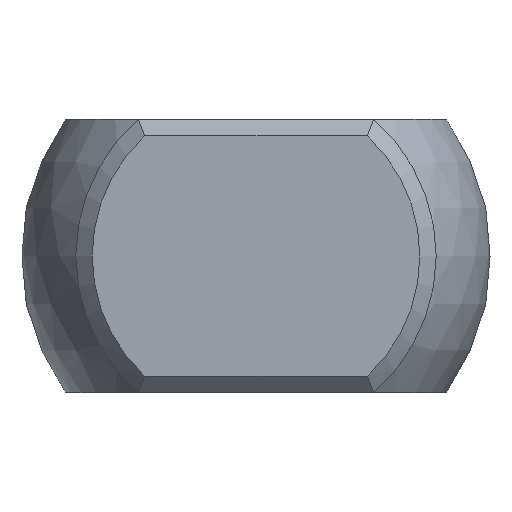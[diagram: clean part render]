
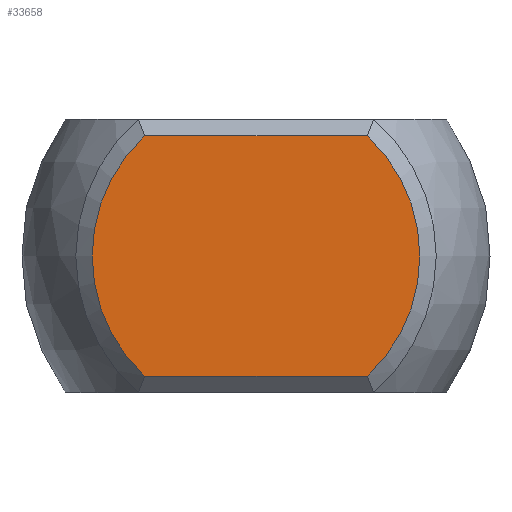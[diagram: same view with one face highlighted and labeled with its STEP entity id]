
A CAD part, left-side view. The second image highlights one B-rep face of the part: STEP entity #33658.
In plain terms, the highlighted planar face has unit normal (-1, 0, 0).
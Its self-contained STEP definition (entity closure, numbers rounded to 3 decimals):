
#32093 = PLANE('',#32094);
#32094 = AXIS2_PLACEMENT_3D('',#32095,#32096,#32097);
#32095 = CARTESIAN_POINT('',(-52.975,4.775,2.35));
#32096 = DIRECTION('',(-0.707,0.,0.707));
#32097 = DIRECTION('',(0.707,0.,0.707));
#33288 = CONICAL_SURFACE('',#33289,3.15,0.785);
#33289 = AXIS2_PLACEMENT_3D('',#33290,#33291,#33292);
#33290 = CARTESIAN_POINT('',(-52.975,0.,0.));
#33291 = DIRECTION('',(1.,0.,0.));
#33292 = DIRECTION('',(0.,-1.,0.));
#33308 = VERTEX_POINT('',#33309);
#33309 = CARTESIAN_POINT('',(-53.125,-2.04,2.2));
#33331 = EDGE_CURVE('',#33308,#33332,#33334,.T.);
#33332 = VERTEX_POINT('',#33333);
#33333 = CARTESIAN_POINT('',(-53.125,-2.04,-2.2));
#33334 = SURFACE_CURVE('',#33335,(#33340,#33347),.PCURVE_S1.);
#33335 = CIRCLE('',#33336,3.);
#33336 = AXIS2_PLACEMENT_3D('',#33337,#33338,#33339);
#33337 = CARTESIAN_POINT('',(-53.125,0.,0.));
#33338 = DIRECTION('',(1.,0.,0.));
#33339 = DIRECTION('',(0.,-1.,0.));
#33340 = PCURVE('',#33288,#33341);
#33341 = DEFINITIONAL_REPRESENTATION('',(#33342),#33346);
#33342 = LINE('',#33343,#33344);
#33343 = CARTESIAN_POINT('',(0.,-0.15));
#33344 = VECTOR('',#33345,1.);
#33345 = DIRECTION('',(1.,0.));
#33346 = ( GEOMETRIC_REPRESENTATION_CONTEXT(2) 
PARAMETRIC_REPRESENTATION_CONTEXT() REPRESENTATION_CONTEXT('2D SPACE',''
  ) );
#33347 = PCURVE('',#33348,#33353);
#33348 = PLANE('',#33349);
#33349 = AXIS2_PLACEMENT_3D('',#33350,#33351,#33352);
#33350 = CARTESIAN_POINT('',(-53.125,3.3,0.));
#33351 = DIRECTION('',(-1.,0.,0.));
#33352 = DIRECTION('',(0.,0.,1.));
#33353 = DEFINITIONAL_REPRESENTATION('',(#33354),#33362);
#33354 = ( BOUNDED_CURVE() B_SPLINE_CURVE(2,(#33355,#33356,#33357,#33358
    ,#33359,#33360,#33361),.UNSPECIFIED.,.T.,.F.) 
B_SPLINE_CURVE_WITH_KNOTS((1,2,2,2,2,1),(-2.094,0.,
    2.094,4.189,6.283,8.378),
.UNSPECIFIED.) CURVE() GEOMETRIC_REPRESENTATION_ITEM() 
RATIONAL_B_SPLINE_CURVE((1.,0.5,1.,0.5,1.,0.5,1.)) REPRESENTATION_ITEM(
  '') );
#33355 = CARTESIAN_POINT('',(0.,-6.3));
#33356 = CARTESIAN_POINT('',(-5.196,-6.3));
#33357 = CARTESIAN_POINT('',(-2.598,-1.8));
#33358 = CARTESIAN_POINT('',(0.,2.7));
#33359 = CARTESIAN_POINT('',(2.598,-1.8));
#33360 = CARTESIAN_POINT('',(5.196,-6.3));
#33361 = CARTESIAN_POINT('',(0.,-6.3));
#33362 = ( GEOMETRIC_REPRESENTATION_CONTEXT(2) 
PARAMETRIC_REPRESENTATION_CONTEXT() REPRESENTATION_CONTEXT('2D SPACE',''
  ) );
#33378 = PLANE('',#33379);
#33379 = AXIS2_PLACEMENT_3D('',#33380,#33381,#33382);
#33380 = CARTESIAN_POINT('',(-52.975,-1.475,-2.35));
#33381 = DIRECTION('',(-0.707,0.,-0.707));
#33382 = DIRECTION('',(-0.707,0.,0.707));
#33396 = VERTEX_POINT('',#33397);
#33397 = CARTESIAN_POINT('',(-53.125,2.04,2.2));
#33413 = CONICAL_SURFACE('',#33414,3.15,0.785);
#33414 = AXIS2_PLACEMENT_3D('',#33415,#33416,#33417);
#33415 = CARTESIAN_POINT('',(-52.975,0.,0.));
#33416 = DIRECTION('',(1.,0.,0.));
#33417 = DIRECTION('',(-0.,1.,0.));
#33424 = EDGE_CURVE('',#33396,#33308,#33425,.T.);
#33425 = SURFACE_CURVE('',#33426,(#33430,#33437),.PCURVE_S1.);
#33426 = LINE('',#33427,#33428);
#33427 = CARTESIAN_POINT('',(-53.125,4.775,2.2));
#33428 = VECTOR('',#33429,1.);
#33429 = DIRECTION('',(0.,-1.,0.));
#33430 = PCURVE('',#32093,#33431);
#33431 = DEFINITIONAL_REPRESENTATION('',(#33432),#33436);
#33432 = LINE('',#33433,#33434);
#33433 = CARTESIAN_POINT('',(-0.212,0.));
#33434 = VECTOR('',#33435,1.);
#33435 = DIRECTION('',(0.,-1.));
#33436 = ( GEOMETRIC_REPRESENTATION_CONTEXT(2) 
PARAMETRIC_REPRESENTATION_CONTEXT() REPRESENTATION_CONTEXT('2D SPACE',''
  ) );
#33437 = PCURVE('',#33348,#33438);
#33438 = DEFINITIONAL_REPRESENTATION('',(#33439),#33443);
#33439 = LINE('',#33440,#33441);
#33440 = CARTESIAN_POINT('',(2.2,1.475));
#33441 = VECTOR('',#33442,1.);
#33442 = DIRECTION('',(0.,-1.));
#33443 = ( GEOMETRIC_REPRESENTATION_CONTEXT(2) 
PARAMETRIC_REPRESENTATION_CONTEXT() REPRESENTATION_CONTEXT('2D SPACE',''
  ) );
#33474 = VERTEX_POINT('',#33475);
#33475 = CARTESIAN_POINT('',(-53.125,2.04,-2.2));
#33497 = EDGE_CURVE('',#33474,#33396,#33498,.T.);
#33498 = SURFACE_CURVE('',#33499,(#33504,#33511),.PCURVE_S1.);
#33499 = CIRCLE('',#33500,3.);
#33500 = AXIS2_PLACEMENT_3D('',#33501,#33502,#33503);
#33501 = CARTESIAN_POINT('',(-53.125,0.,0.));
#33502 = DIRECTION('',(1.,0.,0.));
#33503 = DIRECTION('',(-0.,1.,0.));
#33504 = PCURVE('',#33413,#33505);
#33505 = DEFINITIONAL_REPRESENTATION('',(#33506),#33510);
#33506 = LINE('',#33507,#33508);
#33507 = CARTESIAN_POINT('',(-6.283,-0.15));
#33508 = VECTOR('',#33509,1.);
#33509 = DIRECTION('',(1.,0.));
#33510 = ( GEOMETRIC_REPRESENTATION_CONTEXT(2) 
PARAMETRIC_REPRESENTATION_CONTEXT() REPRESENTATION_CONTEXT('2D SPACE',''
  ) );
#33511 = PCURVE('',#33348,#33512);
#33512 = DEFINITIONAL_REPRESENTATION('',(#33513),#33521);
#33513 = ( BOUNDED_CURVE() B_SPLINE_CURVE(2,(#33514,#33515,#33516,#33517
    ,#33518,#33519,#33520),.UNSPECIFIED.,.T.,.F.) 
B_SPLINE_CURVE_WITH_KNOTS((1,2,2,2,2,1),(-2.094,0.,
    2.094,4.189,6.283,8.378),
.UNSPECIFIED.) CURVE() GEOMETRIC_REPRESENTATION_ITEM() 
RATIONAL_B_SPLINE_CURVE((1.,0.5,1.,0.5,1.,0.5,1.)) REPRESENTATION_ITEM(
  '') );
#33514 = CARTESIAN_POINT('',(0.,-0.3));
#33515 = CARTESIAN_POINT('',(5.196,-0.3));
#33516 = CARTESIAN_POINT('',(2.598,-4.8));
#33517 = CARTESIAN_POINT('',(0.,-9.3));
#33518 = CARTESIAN_POINT('',(-2.598,-4.8));
#33519 = CARTESIAN_POINT('',(-5.196,-0.3));
#33520 = CARTESIAN_POINT('',(0.,-0.3));
#33521 = ( GEOMETRIC_REPRESENTATION_CONTEXT(2) 
PARAMETRIC_REPRESENTATION_CONTEXT() REPRESENTATION_CONTEXT('2D SPACE',''
  ) );
#33527 = EDGE_CURVE('',#33332,#33474,#33528,.T.);
#33528 = SURFACE_CURVE('',#33529,(#33533,#33540),.PCURVE_S1.);
#33529 = LINE('',#33530,#33531);
#33530 = CARTESIAN_POINT('',(-53.125,-1.475,-2.2));
#33531 = VECTOR('',#33532,1.);
#33532 = DIRECTION('',(0.,1.,0.));
#33533 = PCURVE('',#33378,#33534);
#33534 = DEFINITIONAL_REPRESENTATION('',(#33535),#33539);
#33535 = LINE('',#33536,#33537);
#33536 = CARTESIAN_POINT('',(0.212,0.));
#33537 = VECTOR('',#33538,1.);
#33538 = DIRECTION('',(0.,1.));
#33539 = ( GEOMETRIC_REPRESENTATION_CONTEXT(2) 
PARAMETRIC_REPRESENTATION_CONTEXT() REPRESENTATION_CONTEXT('2D SPACE',''
  ) );
#33540 = PCURVE('',#33348,#33541);
#33541 = DEFINITIONAL_REPRESENTATION('',(#33542),#33546);
#33542 = LINE('',#33543,#33544);
#33543 = CARTESIAN_POINT('',(-2.2,-4.775));
#33544 = VECTOR('',#33545,1.);
#33545 = DIRECTION('',(0.,1.));
#33546 = ( GEOMETRIC_REPRESENTATION_CONTEXT(2) 
PARAMETRIC_REPRESENTATION_CONTEXT() REPRESENTATION_CONTEXT('2D SPACE',''
  ) );
#33658 = ADVANCED_FACE('',(#33659),#33348,.T.);
#33659 = FACE_BOUND('',#33660,.T.);
#33660 = EDGE_LOOP('',(#33661,#33662,#33663,#33664));
#33661 = ORIENTED_EDGE('',*,*,#33331,.F.);
#33662 = ORIENTED_EDGE('',*,*,#33424,.F.);
#33663 = ORIENTED_EDGE('',*,*,#33497,.F.);
#33664 = ORIENTED_EDGE('',*,*,#33527,.F.);
